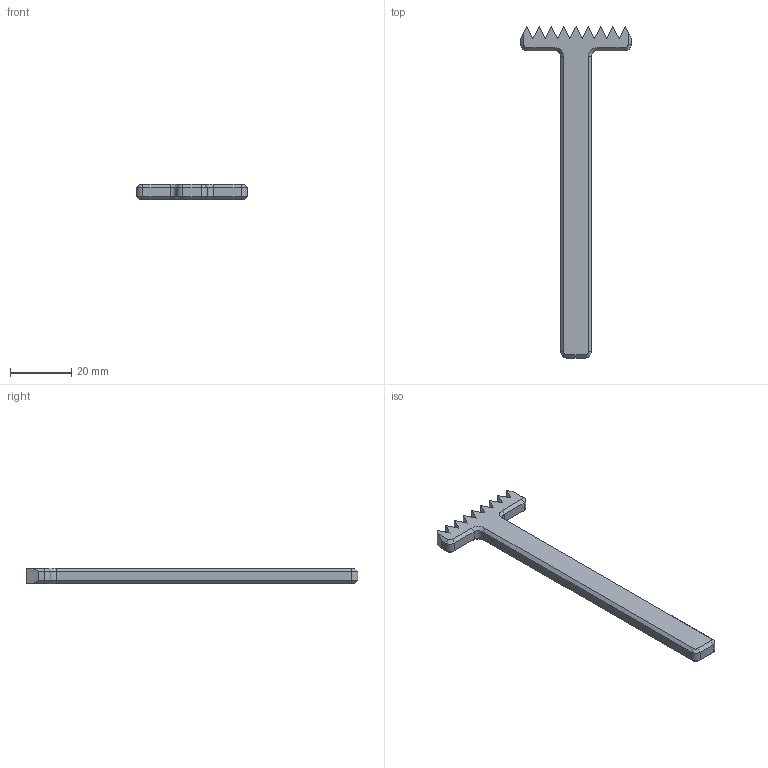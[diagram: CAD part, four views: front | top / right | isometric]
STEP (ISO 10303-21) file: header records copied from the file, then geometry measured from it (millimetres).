
FILE_DESCRIPTION(/* description */ (''),/* implementation_level */ '2;1');
FILE_NAME(/* name */ 'rake.step',/* time_stamp */ '2025-05-26T10:10:26+09:00',/* author */ (''),/* organization */ (''),/* preprocessor_version */ 'ST-DEVELOPER v20.1',/* originating_system */ 'Autodesk Translation Framework v14.10.0.0',/* authorisation */ '');
FILE_SCHEMA (('AUTOMOTIVE_DESIGN { 1 0 10303 214 3 1 1 }'));
Length unit declared in the file: millimetre
Products named in the file (2): Chladni Plate Holder; rake
Assembly tree (1 placements, depth 2):
  Chladni Plate Holder
    rake
Bounding box: 36 x 108 x 5 mm (x, y, z)
Volume: 5832.3 mm3; surface area: 3741.4 mm2
Topology: 1 solids, 1 shells, 59 faces, 147 edges, 90 vertices
Faces by surface type: plane 41, cone 12, cylinder 6
Entity records: 1766 total; most frequent: CARTESIAN_POINT 299, DIRECTION 295, ORIENTED_EDGE 294, EDGE_CURVE 147, LINE 123, VECTOR 123, VERTEX_POINT 90, AXIS2_PLACEMENT_3D 86
